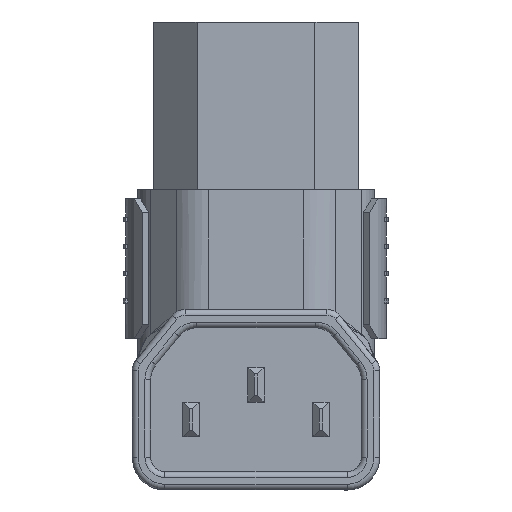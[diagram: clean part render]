
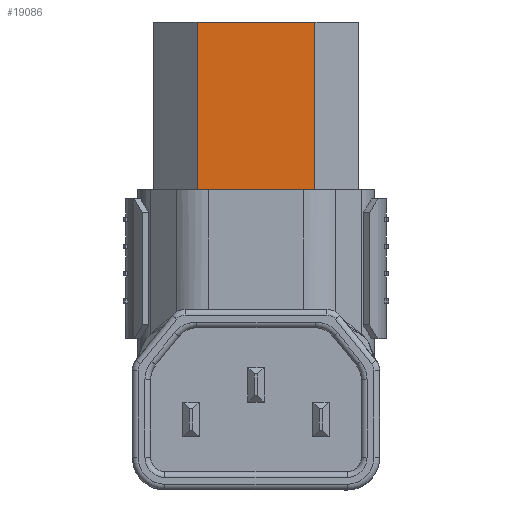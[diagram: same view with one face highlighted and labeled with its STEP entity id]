
A CAD part, left-side view. The second image highlights one B-rep face of the part: STEP entity #19086.
In plain terms, the highlighted face is planar.
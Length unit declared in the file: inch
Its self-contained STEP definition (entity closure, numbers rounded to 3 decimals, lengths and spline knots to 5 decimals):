
#598 = ORIENTED_EDGE ( 'NONE', *, *, #18184, .F. ) ;
#2358 = VECTOR ( 'NONE', #7142, 39.37008 ) ;
#3655 = CARTESIAN_POINT ( 'NONE',  ( 0.30512, -0.72835, -0.25591 ) ) ;
#3685 = EDGE_CURVE ( 'NONE', #10228, #7848, #7472, .T. ) ;
#3716 = DIRECTION ( 'NONE',  ( 0., 0., -1. ) ) ;
#4162 = CARTESIAN_POINT ( 'NONE',  ( 0.30512, 0., -0.25591 ) ) ;
#4501 = VECTOR ( 'NONE', #5849, 39.37008 ) ;
#4608 = LINE ( 'NONE', #18523, #14180 ) ;
#5672 = CARTESIAN_POINT ( 'NONE',  ( 0.30512, 0., 0.25591 ) ) ;
#5849 = DIRECTION ( 'NONE',  ( 0., 0., -1. ) ) ;
#6714 = FACE_OUTER_BOUND ( 'NONE', #11903, .T. ) ;
#7142 = DIRECTION ( 'NONE',  ( 0., 1., 0. ) ) ;
#7292 = DIRECTION ( 'NONE',  ( 1., 0., 0. ) ) ;
#7472 = LINE ( 'NONE', #4162, #17198 ) ;
#7848 = VERTEX_POINT ( 'NONE', #17253 ) ;
#9925 = VERTEX_POINT ( 'NONE', #15056 ) ;
#10005 = ORIENTED_EDGE ( 'NONE', *, *, #15779, .T. ) ;
#10228 = VERTEX_POINT ( 'NONE', #5672 ) ;
#10276 = LINE ( 'NONE', #19659, #2358 ) ;
#11903 = EDGE_LOOP ( 'NONE', ( #16008, #598, #10005, #18557 ) ) ;
#12854 = CARTESIAN_POINT ( 'NONE',  ( 0.30512, -0.72835, -0.25591 ) ) ;
#13108 = EDGE_CURVE ( 'NONE', #13864, #7848, #10276, .T. ) ;
#13864 = VERTEX_POINT ( 'NONE', #3655 ) ;
#13975 = DIRECTION ( 'NONE',  ( 0., 1., 0. ) ) ;
#14180 = VECTOR ( 'NONE', #13975, 39.37008 ) ;
#14958 = PLANE ( 'NONE',  #15817 ) ;
#15056 = CARTESIAN_POINT ( 'NONE',  ( 0.30512, -0.72835, 0.25591 ) ) ;
#15779 = EDGE_CURVE ( 'NONE', #9925, #13864, #19853, .T. ) ;
#15817 = AXIS2_PLACEMENT_3D ( 'NONE', #12854, #7292, #3716 ) ;
#16008 = ORIENTED_EDGE ( 'NONE', *, *, #3685, .F. ) ;
#17198 = VECTOR ( 'NONE', #17983, 39.37008 ) ;
#17253 = CARTESIAN_POINT ( 'NONE',  ( 0.30512, 0., -0.25591 ) ) ;
#17983 = DIRECTION ( 'NONE',  ( 0., 0., -1. ) ) ;
#18184 = EDGE_CURVE ( 'NONE', #9925, #10228, #4608, .T. ) ;
#18338 = CARTESIAN_POINT ( 'NONE',  ( 0.30512, -0.72835, -0.25591 ) ) ;
#18523 = CARTESIAN_POINT ( 'NONE',  ( 0.30512, -0.72835, 0.25591 ) ) ;
#18557 = ORIENTED_EDGE ( 'NONE', *, *, #13108, .T. ) ;
#19086 = ADVANCED_FACE ( 'NONE', ( #6714 ), #14958, .T. ) ;
#19659 = CARTESIAN_POINT ( 'NONE',  ( 0.30512, -0.72835, -0.25591 ) ) ;
#19853 = LINE ( 'NONE', #18338, #4501 ) ;
